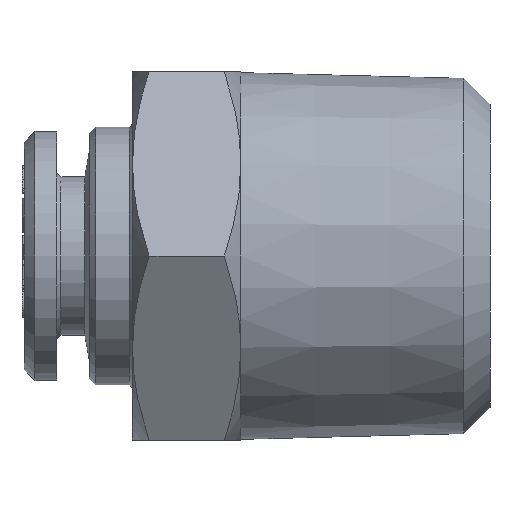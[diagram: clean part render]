
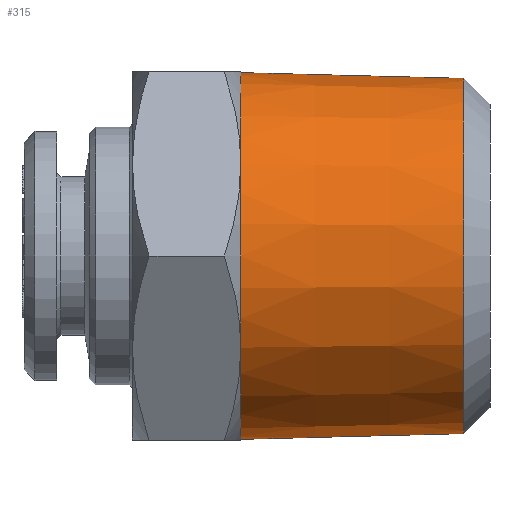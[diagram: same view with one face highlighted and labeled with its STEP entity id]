
A CAD part, left-side view. The second image highlights one B-rep face of the part: STEP entity #315.
In plain terms, the highlighted conical face has half-angle 1.47 degrees and reference radius 8.462 mm.
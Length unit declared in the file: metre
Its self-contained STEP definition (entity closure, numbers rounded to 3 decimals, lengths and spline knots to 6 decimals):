
#315 = ADVANCED_FACE( 'NONE', ( #717, #718 ), #719, .T. );
#717 = FACE_OUTER_BOUND( '', #1960, .T. );
#718 = FACE_BOUND( '', #1961, .T. );
#719 = CONICAL_SURFACE( '', #1962, 0.008462, 0.026 );
#1960 = EDGE_LOOP( '', ( #3394 ) );
#1961 = EDGE_LOOP( '', ( #3395 ) );
#1962 = AXIS2_PLACEMENT_3D( '', #3396, #3397, #3398 );
#3394 = ORIENTED_EDGE( '', *, *, #4113, .T. );
#3395 = ORIENTED_EDGE( '', *, *, #4148, .F. );
#3396 = CARTESIAN_POINT( '', ( 0., 0.0115, 0. ) );
#3397 = DIRECTION( '', ( 0., 1., 0. ) );
#3398 = DIRECTION( '', ( 0., 0., 1. ) );
#4113 = EDGE_CURVE( 'NONE', #4745, #4745, #4746, .T. );
#4148 = EDGE_CURVE( 'NONE', #4801, #4801, #4802, .T. );
#4745 = VERTEX_POINT( '', #6385 );
#4746 = CIRCLE( '', #6386, 0.008462 );
#4801 = VERTEX_POINT( '', #6655 );
#4802 = CIRCLE( '', #6656, 0.008198 );
#6385 = CARTESIAN_POINT( '', ( 0., 0.0115, -0.008462 ) );
#6386 = AXIS2_PLACEMENT_3D( '', #7757, #7758, #7759 );
#6655 = CARTESIAN_POINT( '', ( 0., 0.0012, -0.008198 ) );
#6656 = AXIS2_PLACEMENT_3D( '', #7776, #7777, #7778 );
#7757 = CARTESIAN_POINT( '', ( 0., 0.0115, 0. ) );
#7758 = DIRECTION( '', ( 0., -1., 0. ) );
#7759 = DIRECTION( '', ( 0., 0., -1. ) );
#7776 = CARTESIAN_POINT( '', ( 0., 0.0012, 0. ) );
#7777 = DIRECTION( '', ( 0., -1., 0. ) );
#7778 = DIRECTION( '', ( 0., 0., -1. ) );
